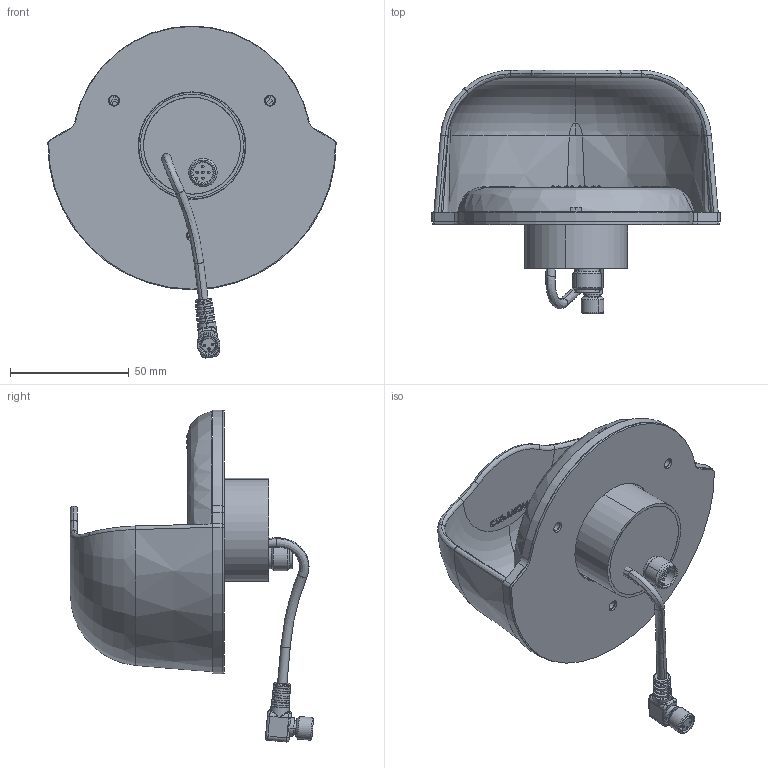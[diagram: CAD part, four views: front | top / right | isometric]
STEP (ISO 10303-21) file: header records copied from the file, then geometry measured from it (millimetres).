
FILE_DESCRIPTION (( 'STEP AP203' ), '1' );
FILE_NAME ('SCP4 mit Taster.STEP', '2013-05-15T14:58:07', ( 'Systemverwalter' ), ( 'CAPTRON Electronic GmbH' ), 'SwSTEP 2.0', 'SolidWorks 2011', '' );
FILE_SCHEMA (( 'CONFIG_CONTROL_DESIGN' ));
Length unit declared in the file: millimetre
Products named in the file (1): SCP4 mit Taster
Bounding box: 121.59 x 102.62 x 140.07 mm (x, y, z)
Surface area: 78174.1 mm2 (no closed solid volume)
Topology: 0 solids, 24 shells, 425 faces, 1474 edges, 1043 vertices
Faces by surface type: plane 142, cylinder 102, torus 99, bspline 50, cone 27, sphere 5
Entity records: 19229 total; most frequent: CARTESIAN_POINT 6652, DIRECTION 2685, ORIENTED_EDGE 2299, EDGE_CURVE 1464, VERTEX_POINT 1038, AXIS2_PLACEMENT_3D 1029, CIRCLE 653, LINE 627
